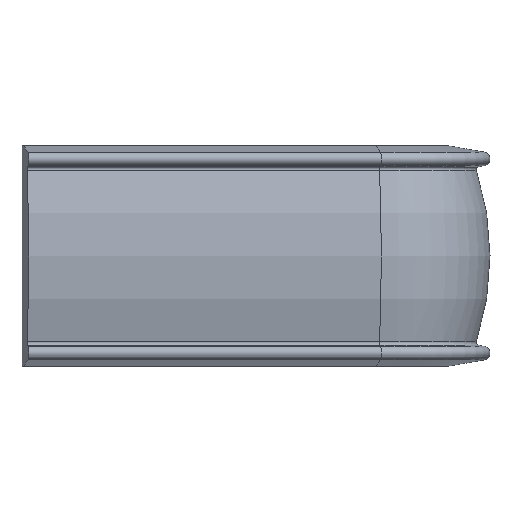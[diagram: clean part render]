
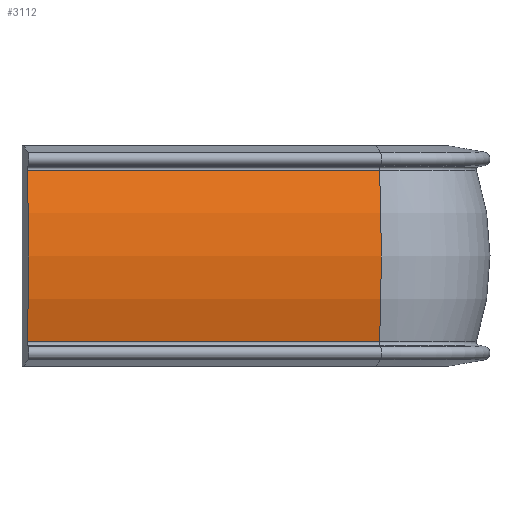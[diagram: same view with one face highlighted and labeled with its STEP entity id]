
A CAD part, left-side view. The second image highlights one B-rep face of the part: STEP entity #3112.
In plain terms, the highlighted cylindrical face has radius 20.068 mm (diameter 40.136 mm), a partial arc.
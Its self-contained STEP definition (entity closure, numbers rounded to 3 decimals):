
#121 = ORIENTED_EDGE ( 'NONE', *, *, #11963, .T. ) ;
#556 = EDGE_CURVE ( 'NONE', #1848, #10602, #8442, .T. ) ;
#1187 = CIRCLE ( 'NONE', #4337, 20.068 ) ;
#1242 = VERTEX_POINT ( 'NONE', #10192 ) ;
#1378 = DIRECTION ( 'NONE',  ( 0.122, -0.993, 0. ) ) ;
#1449 = CYLINDRICAL_SURFACE ( 'NONE', #4849, 20.068 ) ;
#1705 = EDGE_CURVE ( 'NONE', #1242, #1848, #6291, .T. ) ;
#1848 = VERTEX_POINT ( 'NONE', #3664 ) ;
#2229 = VECTOR ( 'NONE', #11812, 1000. ) ;
#2389 = DIRECTION ( 'NONE',  ( 0.122, -0.993, 0. ) ) ;
#2676 = CARTESIAN_POINT ( 'NONE',  ( -24.132, 29.633, -6.226 ) ) ;
#2807 = ORIENTED_EDGE ( 'NONE', *, *, #5061, .T. ) ;
#3112 = ADVANCED_FACE ( 'NONE', ( #9777 ), #1449, .T. ) ;
#3664 = CARTESIAN_POINT ( 'NONE',  ( -20.987, 4.024, 6.226 ) ) ;
#4337 = AXIS2_PLACEMENT_3D ( 'NONE', #11490, #5687, #11409 ) ;
#4849 = AXIS2_PLACEMENT_3D ( 'NONE', #7275, #2389, #7352 ) ;
#4892 = LINE ( 'NONE', #2676, #2229 ) ;
#5061 = EDGE_CURVE ( 'NONE', #7684, #10602, #4892, .T. ) ;
#5687 = DIRECTION ( 'NONE',  ( 0.122, -0.993, 0. ) ) ;
#6090 = AXIS2_PLACEMENT_3D ( 'NONE', #7928, #8809, #10718 ) ;
#6291 = LINE ( 'NONE', #12141, #11180 ) ;
#6759 = CARTESIAN_POINT ( 'NONE',  ( -24.132, 29.633, -6.226 ) ) ;
#7140 = ORIENTED_EDGE ( 'NONE', *, *, #556, .F. ) ;
#7275 = CARTESIAN_POINT ( 'NONE',  ( -5.196, 31.958, 0. ) ) ;
#7352 = DIRECTION ( 'NONE',  ( 0.993, 0.122, 0. ) ) ;
#7684 = VERTEX_POINT ( 'NONE', #6759 ) ;
#7928 = CARTESIAN_POINT ( 'NONE',  ( -2.052, 6.349, 0. ) ) ;
#8442 = CIRCLE ( 'NONE', #6090, 20.068 ) ;
#8809 = DIRECTION ( 'NONE',  ( 0.122, -0.993, 0. ) ) ;
#9777 = FACE_OUTER_BOUND ( 'NONE', #12071, .T. ) ;
#10192 = CARTESIAN_POINT ( 'NONE',  ( -24.132, 29.633, 6.226 ) ) ;
#10425 = CARTESIAN_POINT ( 'NONE',  ( -20.987, 4.024, -6.226 ) ) ;
#10602 = VERTEX_POINT ( 'NONE', #10425 ) ;
#10718 = DIRECTION ( 'NONE',  ( -0.993, -0.122, 0. ) ) ;
#11180 = VECTOR ( 'NONE', #1378, 1000. ) ;
#11409 = DIRECTION ( 'NONE',  ( -0.993, -0.122, 0. ) ) ;
#11490 = CARTESIAN_POINT ( 'NONE',  ( -5.196, 31.958, 0. ) ) ;
#11812 = DIRECTION ( 'NONE',  ( 0.122, -0.993, 0. ) ) ;
#11963 = EDGE_CURVE ( 'NONE', #1242, #7684, #1187, .T. ) ;
#12071 = EDGE_LOOP ( 'NONE', ( #2807, #7140, #12768, #121 ) ) ;
#12141 = CARTESIAN_POINT ( 'NONE',  ( -24.132, 29.633, 6.226 ) ) ;
#12768 = ORIENTED_EDGE ( 'NONE', *, *, #1705, .F. ) ;
